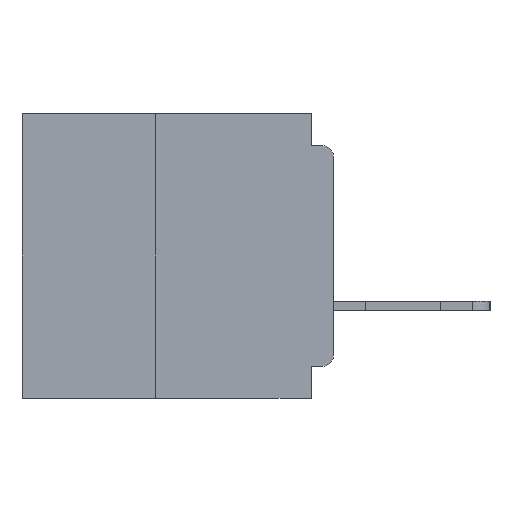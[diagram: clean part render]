
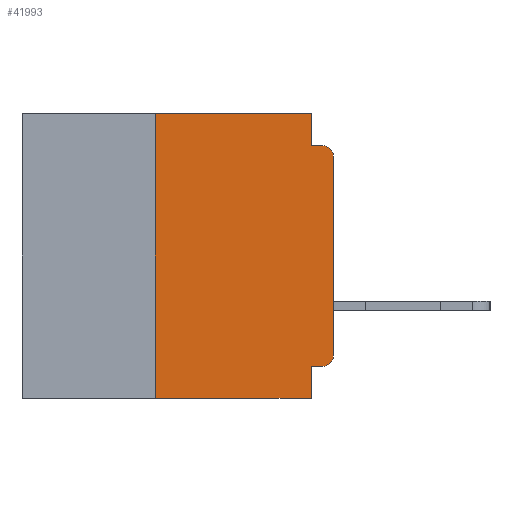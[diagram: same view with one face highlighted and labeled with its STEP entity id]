
A CAD part, left-side view. The second image highlights one B-rep face of the part: STEP entity #41993.
In plain terms, the highlighted planar face has unit normal (-1, 0, 0).
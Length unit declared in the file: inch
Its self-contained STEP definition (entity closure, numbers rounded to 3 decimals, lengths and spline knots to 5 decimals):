
#187 = EDGE_CURVE ( 'NONE', #29427, #30659, #14174, .T. ) ;
#3008 = VECTOR ( 'NONE', #7383, 39.37008 ) ;
#3082 = DIRECTION ( 'NONE',  ( 0., 0., -1. ) ) ;
#3703 = CARTESIAN_POINT ( 'NONE',  ( 0., 0., 0. ) ) ;
#4882 = VERTEX_POINT ( 'NONE', #31516 ) ;
#6194 = CARTESIAN_POINT ( 'NONE',  ( 0., 0., -0.06 ) ) ;
#7383 = DIRECTION ( 'NONE',  ( 0., -1., 0. ) ) ;
#7417 = EDGE_LOOP ( 'NONE', ( #22633, #10928, #17671, #17758, #29164, #12893, #29029, #10456, #32052, #23708 ) ) ;
#8167 = EDGE_CURVE ( 'NONE', #44336, #36977, #45818, .T. ) ;
#8317 = DIRECTION ( 'NONE',  ( -1., 0., 0. ) ) ;
#8793 = CARTESIAN_POINT ( 'NONE',  ( 0., 0.015, -0.34 ) ) ;
#9106 = VECTOR ( 'NONE', #3082, 39.37008 ) ;
#10456 = ORIENTED_EDGE ( 'NONE', *, *, #42370, .F. ) ;
#10928 = ORIENTED_EDGE ( 'NONE', *, *, #39893, .T. ) ;
#10982 = CARTESIAN_POINT ( 'NONE',  ( 0., 0.25, 0. ) ) ;
#11110 = VECTOR ( 'NONE', #12217, 39.37008 ) ;
#11317 = EDGE_CURVE ( 'NONE', #21765, #11376, #21995, .T. ) ;
#11376 = VERTEX_POINT ( 'NONE', #34378 ) ;
#11437 = LINE ( 'NONE', #39638, #9106 ) ;
#12208 = DIRECTION ( 'NONE',  ( 0., 1., 0. ) ) ;
#12217 = DIRECTION ( 'NONE',  ( 0., -1., 0. ) ) ;
#12510 = DIRECTION ( 'NONE',  ( 0., 0., -1. ) ) ;
#12893 = ORIENTED_EDGE ( 'NONE', *, *, #37558, .F. ) ;
#14174 = LINE ( 'NONE', #33914, #32418 ) ;
#14767 = VERTEX_POINT ( 'NONE', #45423 ) ;
#15075 = CARTESIAN_POINT ( 'NONE',  ( 0., 0.031, 0. ) ) ;
#15246 = EDGE_CURVE ( 'NONE', #44336, #4882, #38856, .T. ) ;
#15465 = DIRECTION ( 'NONE',  ( 0., 0., -1. ) ) ;
#15646 = DIRECTION ( 'NONE',  ( 1., 0., 0. ) ) ;
#17671 = ORIENTED_EDGE ( 'NONE', *, *, #11317, .F. ) ;
#17758 = ORIENTED_EDGE ( 'NONE', *, *, #20687, .F. ) ;
#18047 = CARTESIAN_POINT ( 'NONE',  ( 0., 0.031, -0.355 ) ) ;
#18453 = EDGE_CURVE ( 'NONE', #44628, #14767, #20360, .T. ) ;
#18896 = VERTEX_POINT ( 'NONE', #6194 ) ;
#19906 = AXIS2_PLACEMENT_3D ( 'NONE', #33638, #15646, #41107 ) ;
#20360 = LINE ( 'NONE', #29356, #3008 ) ;
#20687 = EDGE_CURVE ( 'NONE', #30659, #21765, #34933, .T. ) ;
#21422 = CARTESIAN_POINT ( 'NONE',  ( 0., 0.031, -0.045 ) ) ;
#21765 = VERTEX_POINT ( 'NONE', #21422 ) ;
#21900 = VECTOR ( 'NONE', #25780, 39.37008 ) ;
#21995 = LINE ( 'NONE', #34058, #11110 ) ;
#22633 = ORIENTED_EDGE ( 'NONE', *, *, #24371, .T. ) ;
#23028 = LINE ( 'NONE', #3703, #21900 ) ;
#23643 = CARTESIAN_POINT ( 'NONE',  ( 0., 0.25, -0.4 ) ) ;
#23708 = ORIENTED_EDGE ( 'NONE', *, *, #15246, .T. ) ;
#24371 = EDGE_CURVE ( 'NONE', #4882, #18896, #23028, .T. ) ;
#25780 = DIRECTION ( 'NONE',  ( 0., 0., 1. ) ) ;
#26576 = DIRECTION ( 'NONE',  ( 0., -1., 0. ) ) ;
#29029 = ORIENTED_EDGE ( 'NONE', *, *, #18453, .T. ) ;
#29162 = CARTESIAN_POINT ( 'NONE',  ( 0., 0.25, -0.4 ) ) ;
#29164 = ORIENTED_EDGE ( 'NONE', *, *, #187, .F. ) ;
#29356 = CARTESIAN_POINT ( 'NONE',  ( 0., 0.437, -0.4 ) ) ;
#29427 = VERTEX_POINT ( 'NONE', #10982 ) ;
#30265 = CARTESIAN_POINT ( 'NONE',  ( 0., 0.015, -0.06 ) ) ;
#30659 = VERTEX_POINT ( 'NONE', #15075 ) ;
#31032 = CIRCLE ( 'NONE', #44265, 0.015 ) ;
#31516 = CARTESIAN_POINT ( 'NONE',  ( 0., 0., -0.34 ) ) ;
#32052 = ORIENTED_EDGE ( 'NONE', *, *, #8167, .F. ) ;
#32237 = LINE ( 'NONE', #29162, #33379 ) ;
#32418 = VECTOR ( 'NONE', #26576, 39.37008 ) ;
#33379 = VECTOR ( 'NONE', #47493, 39.37008 ) ;
#33638 = CARTESIAN_POINT ( 'NONE',  ( 0., 0.437, 0. ) ) ;
#33914 = CARTESIAN_POINT ( 'NONE',  ( 0., 0.437, 0. ) ) ;
#33915 = DIRECTION ( 'NONE',  ( 0., 0., -1. ) ) ;
#34058 = CARTESIAN_POINT ( 'NONE',  ( 0., 0., -0.045 ) ) ;
#34357 = DIRECTION ( 'NONE',  ( -1., 0., 0. ) ) ;
#34378 = CARTESIAN_POINT ( 'NONE',  ( 0., 0.015, -0.045 ) ) ;
#34933 = LINE ( 'NONE', #37272, #36063 ) ;
#35216 = AXIS2_PLACEMENT_3D ( 'NONE', #8793, #34357, #12510 ) ;
#36063 = VECTOR ( 'NONE', #15465, 39.37008 ) ;
#36929 = CARTESIAN_POINT ( 'NONE',  ( 0., 0.015, -0.355 ) ) ;
#36977 = VERTEX_POINT ( 'NONE', #18047 ) ;
#37235 = VECTOR ( 'NONE', #12208, 39.37008 ) ;
#37272 = CARTESIAN_POINT ( 'NONE',  ( 0., 0.031, 0. ) ) ;
#37558 = EDGE_CURVE ( 'NONE', #44628, #29427, #32237, .T. ) ;
#37741 = CARTESIAN_POINT ( 'NONE',  ( 0., 0., -0.355 ) ) ;
#38856 = CIRCLE ( 'NONE', #35216, 0.015 ) ;
#39638 = CARTESIAN_POINT ( 'NONE',  ( 0., 0.031, -0.4 ) ) ;
#39893 = EDGE_CURVE ( 'NONE', #18896, #11376, #31032, .T. ) ;
#40951 = PLANE ( 'NONE',  #19906 ) ;
#41107 = DIRECTION ( 'NONE',  ( 0., 0., -1. ) ) ;
#41993 = ADVANCED_FACE ( 'NONE', ( #45076 ), #40951, .F. ) ;
#42370 = EDGE_CURVE ( 'NONE', #36977, #14767, #11437, .T. ) ;
#44265 = AXIS2_PLACEMENT_3D ( 'NONE', #30265, #8317, #33915 ) ;
#44336 = VERTEX_POINT ( 'NONE', #36929 ) ;
#44628 = VERTEX_POINT ( 'NONE', #23643 ) ;
#45076 = FACE_OUTER_BOUND ( 'NONE', #7417, .T. ) ;
#45423 = CARTESIAN_POINT ( 'NONE',  ( 0., 0.031, -0.4 ) ) ;
#45818 = LINE ( 'NONE', #37741, #37235 ) ;
#47493 = DIRECTION ( 'NONE',  ( 0., 0., 1. ) ) ;
